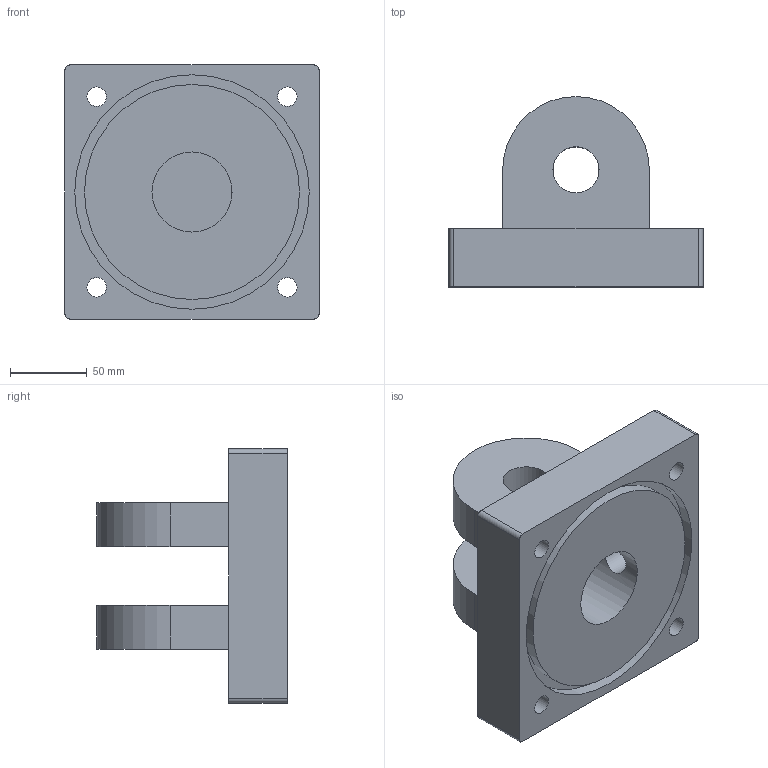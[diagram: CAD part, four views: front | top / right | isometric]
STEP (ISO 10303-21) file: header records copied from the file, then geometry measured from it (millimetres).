
FILE_DESCRIPTION (( 'STEP AP214' ), '1' );
FILE_NAME ('Part 2 Lower Cap.STEP', '2025-04-02T10:41:04', ( '' ), ( '' ), 'SwSTEP 2.0', 'SolidWorks 2025', '' );
FILE_SCHEMA (( 'AUTOMOTIVE_DESIGN' ));
Length unit declared in the file: millimetre
Products named in the file (1): Part 2 Lower Cap
Bounding box: 165.1 x 123.83 x 165.1 mm (x, y, z)
Volume: 1271874.5 mm3; surface area: 139518.2 mm2
Topology: 1 solids, 1 shells, 33 faces, 78 edges, 52 vertices
Faces by surface type: plane 17, cylinder 16
Full cylindrical faces by diameter (mm): 12.7 x4, 18.974 x1, 30 x2, 52 x1, 139.7 x1, 152.4 x1
Entity records: 1052 total; most frequent: CARTESIAN_POINT 244, DIRECTION 166, ORIENTED_EDGE 136, EDGE_CURVE 68, AXIS2_PLACEMENT_3D 65, EDGE_LOOP 62, VERTEX_POINT 52, FACE_OUTER_BOUND 43
